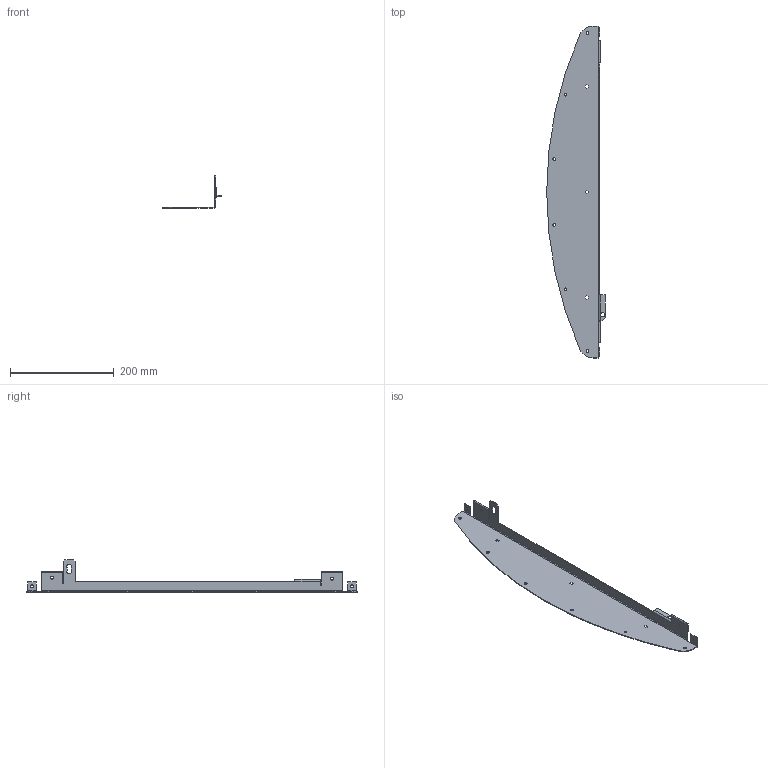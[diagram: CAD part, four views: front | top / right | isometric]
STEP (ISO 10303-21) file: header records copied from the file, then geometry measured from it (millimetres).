
FILE_DESCRIPTION((''),'2;1');
FILE_NAME('Panneau_Support_Latéral.stp','2009-02-12T21:46:29',('Alex_Cyril'),(''),'Autodesk Inventor 11','Autodesk Inventor 11','');
FILE_SCHEMA(('AUTOMOTIVE_DESIGN { 1 0 10303 214 1 1 1 1 }'));
Length unit declared in the file: millimetre
Products named in the file (1): Panneau_Support_Latéral
Bounding box: 113.03 x 640.4 x 62.5 mm (x, y, z)
Volume: 98916.3 mm3; surface area: 135066.8 mm2
Topology: 1 solids, 1 shells, 92 faces, 270 edges, 180 vertices
Faces by surface type: plane 66, cylinder 19, bspline 7
Full cylindrical faces by diameter (mm): 5.4 x6
Entity records: 3157 total; most frequent: CARTESIAN_POINT 645, ORIENTED_EDGE 510, DIRECTION 491, EDGE_CURVE 255, VECTOR 191, LINE 191, VERTEX_POINT 178, AXIS2_PLACEMENT_3D 150
